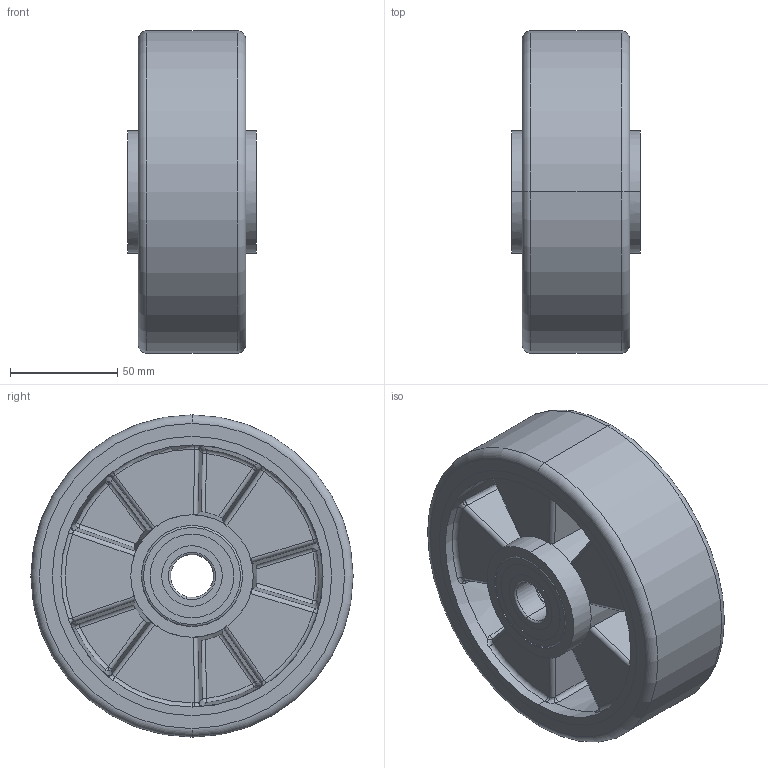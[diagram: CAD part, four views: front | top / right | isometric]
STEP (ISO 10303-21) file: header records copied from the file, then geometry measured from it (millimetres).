
FILE_DESCRIPTION (( 'STEP AP214' ), '1' );
FILE_NAME ('0031297.step', '2020-10-05T11:04:48', ( '' ), ( '' ), 'SwSTEP 2.0', 'SolidWorks 2018', '' );
FILE_SCHEMA (( 'AUTOMOTIVE_DESIGN' ));
Length unit declared in the file: millimetre
Products named in the file (1): 0031297
Bounding box: 60 x 150 x 150 mm (x, y, z)
Volume: 480415.9 mm3; surface area: 170659.4 mm2
Topology: 12 solids, 12 shells, 337 faces, 758 edges, 445 vertices
Faces by surface type: cylinder 100, plane 64, torus 61, bspline 60, sphere 32, cone 20
Entity records: 15604 total; most frequent: CARTESIAN_POINT 4601, ORIENTED_EDGE 1516, DIRECTION 1488, EDGE_CURVE 758, AXIS2_PLACEMENT_3D 674, VERTEX_POINT 445, CIRCLE 396, EDGE_LOOP 361
